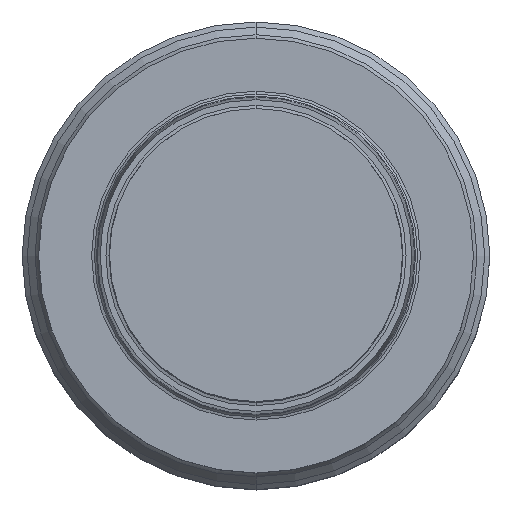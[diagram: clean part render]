
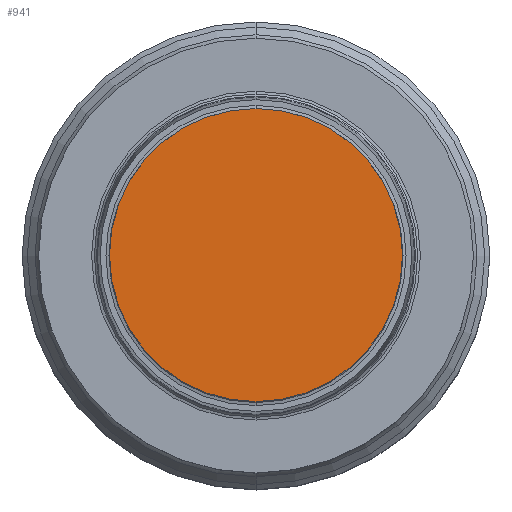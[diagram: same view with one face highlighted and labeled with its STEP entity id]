
A CAD part, top view. The second image highlights one B-rep face of the part: STEP entity #941.
In plain terms, the highlighted face is planar.
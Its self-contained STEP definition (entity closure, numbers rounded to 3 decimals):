
#444=CARTESIAN_POINT('',(0.,0.,-11.75));
#445=DIRECTION('',(0.,0.,1.));
#446=DIRECTION('',(0.,1.,0.));
#447=AXIS2_PLACEMENT_3D('',#444,#445,#446);
#452=CARTESIAN_POINT('',(0.,0.,-11.75));
#453=DIRECTION('',(0.,0.,-1.));
#454=DIRECTION('',(0.,1.,0.));
#455=AXIS2_PLACEMENT_3D('',#452,#453,#454);
#460=CARTESIAN_POINT('',(0.,5.122,-11.75));
#462=VERTEX_POINT('',#460);
#492=CARTESIAN_POINT('',(0.,-5.122,-11.75));
#494=VERTEX_POINT('',#492);
#932=CARTESIAN_POINT('',(0.,0.,-11.75));
#933=DIRECTION('',(0.,0.,-1.));
#934=DIRECTION('',(0.,-1.,0.));
#935=AXIS2_PLACEMENT_3D('',#932,#933,#934);
#936=PLANE('',#935);
#937=ORIENTED_EDGE('',*,*,#914,.T.);
#938=ORIENTED_EDGE('',*,*,#925,.F.);
#939=EDGE_LOOP('',(#937,#938));
#940=FACE_OUTER_BOUND('',#939,.F.);
#941=ADVANCED_FACE('',(#940),#936,.T.);
#448=CIRCLE('',#447,5.122);
#456=CIRCLE('',#455,5.122);
#914=EDGE_CURVE('',#462,#494,#448,.T.);
#925=EDGE_CURVE('',#462,#494,#456,.T.);
